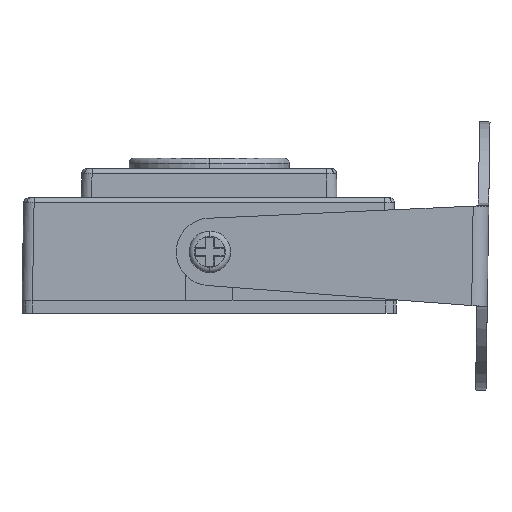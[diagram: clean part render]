
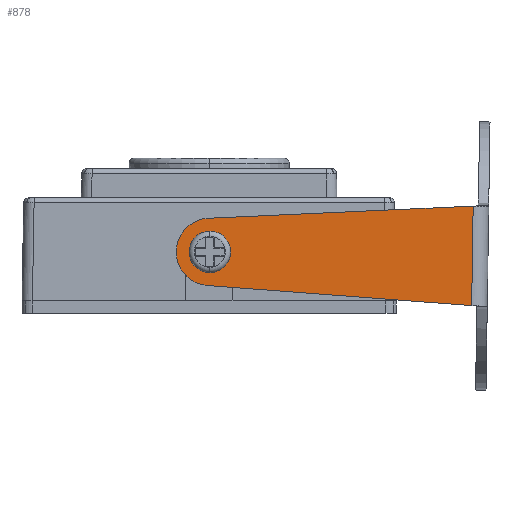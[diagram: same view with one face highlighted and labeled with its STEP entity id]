
A CAD part, left-side view. The second image highlights one B-rep face of the part: STEP entity #878.
In plain terms, the highlighted planar face has unit normal (-1, 0, 0).
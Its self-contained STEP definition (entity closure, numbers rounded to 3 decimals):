
#39 = EDGE_LOOP ( 'NONE', ( #5084, #1635 ) ) ;
#278 = EDGE_CURVE ( 'NONE', #3488, #1978, #7013, .T. ) ;
#878 = ADVANCED_FACE ( 'NONE', ( #1709, #10969 ), #5099, .F. ) ;
#1001 = AXIS2_PLACEMENT_3D ( 'NONE', #5871, #1550, #7714 ) ;
#1035 = CARTESIAN_POINT ( 'NONE',  ( -19.5, 26.956, -3.235 ) ) ;
#1220 = VERTEX_POINT ( 'NONE', #10644 ) ;
#1475 = DIRECTION ( 'NONE',  ( 0., 1., 0. ) ) ;
#1485 = EDGE_LOOP ( 'NONE', ( #8674, #4019, #7240, #9250, #4123 ) ) ;
#1550 = DIRECTION ( 'NONE',  ( 1., 0., 0. ) ) ;
#1635 = ORIENTED_EDGE ( 'NONE', *, *, #10030, .F. ) ;
#1709 = FACE_BOUND ( 'NONE', #39, .T. ) ;
#1978 = VERTEX_POINT ( 'NONE', #10281 ) ;
#2087 = CARTESIAN_POINT ( 'NONE',  ( -19.5, 1.5, -4.785 ) ) ;
#2237 = AXIS2_PLACEMENT_3D ( 'NONE', #4252, #2581, #3560 ) ;
#2303 = CARTESIAN_POINT ( 'NONE',  ( -19.5, 30., 3.05 ) ) ;
#2376 = DIRECTION ( 'NONE',  ( -1., 0., 0. ) ) ;
#2578 = CARTESIAN_POINT ( 'NONE',  ( -19.5, 25.759, 0. ) ) ;
#2581 = DIRECTION ( 'NONE',  ( -1., 0., 0. ) ) ;
#2694 = CIRCLE ( 'NONE', #10828, 3.241 ) ;
#3354 = CARTESIAN_POINT ( 'NONE',  ( -19.5, 26.759, 0. ) ) ;
#3488 = VERTEX_POINT ( 'NONE', #2578 ) ;
#3518 = VERTEX_POINT ( 'NONE', #3558 ) ;
#3558 = CARTESIAN_POINT ( 'NONE',  ( -19.5, 26.956, 3.235 ) ) ;
#3560 = DIRECTION ( 'NONE',  ( 0., -1., 0. ) ) ;
#3624 = DIRECTION ( 'NONE',  ( 0., 0., -1. ) ) ;
#3817 = EDGE_CURVE ( 'NONE', #7300, #8882, #6595, .T. ) ;
#4019 = ORIENTED_EDGE ( 'NONE', *, *, #8897, .T. ) ;
#4085 = CARTESIAN_POINT ( 'NONE',  ( -19.5, 26.759, 0. ) ) ;
#4123 = ORIENTED_EDGE ( 'NONE', *, *, #6358, .F. ) ;
#4125 = VECTOR ( 'NONE', #3624, 1000. ) ;
#4252 = CARTESIAN_POINT ( 'NONE',  ( -19.5, 26.759, 0. ) ) ;
#4451 = AXIS2_PLACEMENT_3D ( 'NONE', #3354, #6794, #4901 ) ;
#4774 = LINE ( 'NONE', #2303, #10754 ) ;
#4901 = DIRECTION ( 'NONE',  ( 0., -1., 0. ) ) ;
#4922 = DIRECTION ( 'NONE',  ( -1., 0., 0. ) ) ;
#5084 = ORIENTED_EDGE ( 'NONE', *, *, #278, .F. ) ;
#5099 = PLANE ( 'NONE',  #1001 ) ;
#5684 = CARTESIAN_POINT ( 'NONE',  ( -19.5, 26.759, 0. ) ) ;
#5773 = DIRECTION ( 'NONE',  ( 0., -0.998, -0.061 ) ) ;
#5871 = CARTESIAN_POINT ( 'NONE',  ( -19.5, 0., 0. ) ) ;
#6000 = CIRCLE ( 'NONE', #9199, 3.241 ) ;
#6208 = CIRCLE ( 'NONE', #4451, 1. ) ;
#6358 = EDGE_CURVE ( 'NONE', #1220, #8882, #7954, .T. ) ;
#6595 = LINE ( 'NONE', #9983, #9524 ) ;
#6794 = DIRECTION ( 'NONE',  ( -1., 0., 0. ) ) ;
#7013 = CIRCLE ( 'NONE', #2237, 1. ) ;
#7240 = ORIENTED_EDGE ( 'NONE', *, *, #10388, .T. ) ;
#7300 = VERTEX_POINT ( 'NONE', #1035 ) ;
#7714 = DIRECTION ( 'NONE',  ( 0., 1., 0. ) ) ;
#7734 = CARTESIAN_POINT ( 'NONE',  ( -19.5, 30., 0. ) ) ;
#7849 = EDGE_CURVE ( 'NONE', #3518, #1220, #4774, .T. ) ;
#7954 = LINE ( 'NONE', #9620, #4125 ) ;
#8348 = DIRECTION ( 'NONE',  ( 0., -0.998, 0.061 ) ) ;
#8674 = ORIENTED_EDGE ( 'NONE', *, *, #7849, .F. ) ;
#8882 = VERTEX_POINT ( 'NONE', #2087 ) ;
#8897 = EDGE_CURVE ( 'NONE', #3518, #10950, #6000, .T. ) ;
#9199 = AXIS2_PLACEMENT_3D ( 'NONE', #5684, #2376, #1475 ) ;
#9250 = ORIENTED_EDGE ( 'NONE', *, *, #3817, .T. ) ;
#9524 = VECTOR ( 'NONE', #5773, 1000. ) ;
#9620 = CARTESIAN_POINT ( 'NONE',  ( -19.5, 1.5, 0. ) ) ;
#9983 = CARTESIAN_POINT ( 'NONE',  ( -19.5, 0.296, -4.858 ) ) ;
#10030 = EDGE_CURVE ( 'NONE', #1978, #3488, #6208, .T. ) ;
#10281 = CARTESIAN_POINT ( 'NONE',  ( -19.5, 27.759, 0. ) ) ;
#10388 = EDGE_CURVE ( 'NONE', #10950, #7300, #2694, .T. ) ;
#10644 = CARTESIAN_POINT ( 'NONE',  ( -19.5, 1.5, 4.785 ) ) ;
#10754 = VECTOR ( 'NONE', #8348, 1000. ) ;
#10828 = AXIS2_PLACEMENT_3D ( 'NONE', #4085, #4922, #10856 ) ;
#10856 = DIRECTION ( 'NONE',  ( 0., 1., 0. ) ) ;
#10950 = VERTEX_POINT ( 'NONE', #7734 ) ;
#10969 = FACE_OUTER_BOUND ( 'NONE', #1485, .T. ) ;
